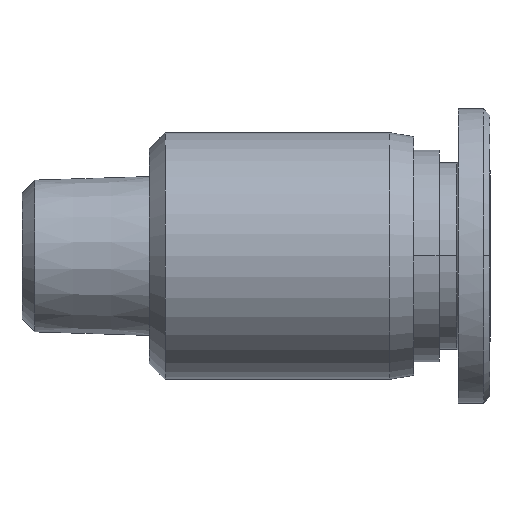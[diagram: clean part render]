
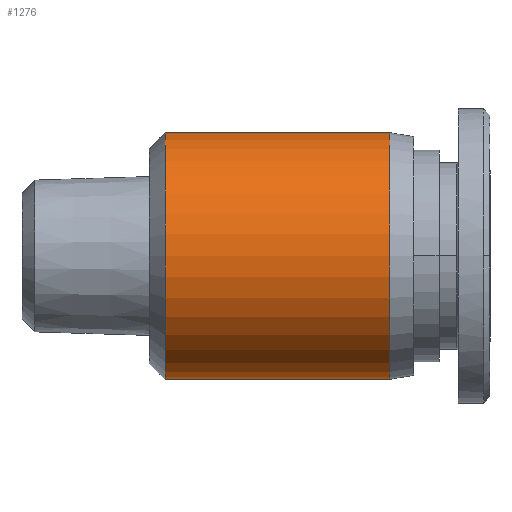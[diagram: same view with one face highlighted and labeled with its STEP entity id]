
A CAD part, top view. The second image highlights one B-rep face of the part: STEP entity #1276.
In plain terms, the highlighted cylindrical face has radius 7.75 mm (diameter 15.5 mm), a partial arc.
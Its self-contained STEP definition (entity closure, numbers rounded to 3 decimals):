
#211 = EDGE_CURVE ( 'NONE', #3955, #14326, #10749, .T. ) ;
#1082 = EDGE_CURVE ( 'NONE', #7446, #10553, #5774, .T. ) ;
#1275 = DIRECTION ( 'NONE',  ( 0., 0., -1. ) ) ;
#1276 = ADVANCED_FACE ( 'NONE', ( #3854 ), #7194, .T. ) ;
#1874 = DIRECTION ( 'NONE',  ( 0., 0., 1. ) ) ;
#2379 = AXIS2_PLACEMENT_3D ( 'NONE', #6533, #14490, #9090 ) ;
#2382 = DIRECTION ( 'NONE',  ( 0., -1., 0. ) ) ;
#2488 = CARTESIAN_POINT ( 'NONE',  ( 0., -7.75, 2.95 ) ) ;
#3622 = CIRCLE ( 'NONE', #2379, 7.75 ) ;
#3854 = FACE_OUTER_BOUND ( 'NONE', #4377, .T. ) ;
#3955 = VERTEX_POINT ( 'NONE', #13777 ) ;
#4215 = VECTOR ( 'NONE', #1874, 1000. ) ;
#4377 = EDGE_LOOP ( 'NONE', ( #5062, #8600, #14300, #13510 ) ) ;
#5062 = ORIENTED_EDGE ( 'NONE', *, *, #1082, .F. ) ;
#5219 = CARTESIAN_POINT ( 'NONE',  ( 0., 7.75, -3.6 ) ) ;
#5774 = LINE ( 'NONE', #9860, #4215 ) ;
#6533 = CARTESIAN_POINT ( 'NONE',  ( 0., 0., -3.6 ) ) ;
#7194 = CYLINDRICAL_SURFACE ( 'NONE', #12335, 7.75 ) ;
#7446 = VERTEX_POINT ( 'NONE', #5219 ) ;
#7624 = DIRECTION ( 'NONE',  ( 0., 0., 1. ) ) ;
#8600 = ORIENTED_EDGE ( 'NONE', *, *, #11361, .T. ) ;
#9090 = DIRECTION ( 'NONE',  ( 0., -1., 0. ) ) ;
#9104 = DIRECTION ( 'NONE',  ( 0., -1., 0. ) ) ;
#9124 = DIRECTION ( 'NONE',  ( 0., 0., 1. ) ) ;
#9860 = CARTESIAN_POINT ( 'NONE',  ( 0., 7.75, 2.95 ) ) ;
#9963 = CARTESIAN_POINT ( 'NONE',  ( 0., -7.75, 10.5 ) ) ;
#10280 = EDGE_CURVE ( 'NONE', #14326, #10553, #12090, .T. ) ;
#10553 = VERTEX_POINT ( 'NONE', #10899 ) ;
#10749 = LINE ( 'NONE', #2488, #11111 ) ;
#10899 = CARTESIAN_POINT ( 'NONE',  ( 0., 7.75, 10.5 ) ) ;
#11111 = VECTOR ( 'NONE', #9124, 1000. ) ;
#11361 = EDGE_CURVE ( 'NONE', #7446, #3955, #3622, .T. ) ;
#12090 = CIRCLE ( 'NONE', #13169, 7.75 ) ;
#12335 = AXIS2_PLACEMENT_3D ( 'NONE', #14460, #7624, #9104 ) ;
#12573 = CARTESIAN_POINT ( 'NONE',  ( 0., 0., 10.5 ) ) ;
#13169 = AXIS2_PLACEMENT_3D ( 'NONE', #12573, #1275, #2382 ) ;
#13510 = ORIENTED_EDGE ( 'NONE', *, *, #10280, .T. ) ;
#13777 = CARTESIAN_POINT ( 'NONE',  ( 0., -7.75, -3.6 ) ) ;
#14300 = ORIENTED_EDGE ( 'NONE', *, *, #211, .T. ) ;
#14326 = VERTEX_POINT ( 'NONE', #9963 ) ;
#14460 = CARTESIAN_POINT ( 'NONE',  ( 0., 0., 2.95 ) ) ;
#14490 = DIRECTION ( 'NONE',  ( 0., 0., 1. ) ) ;
